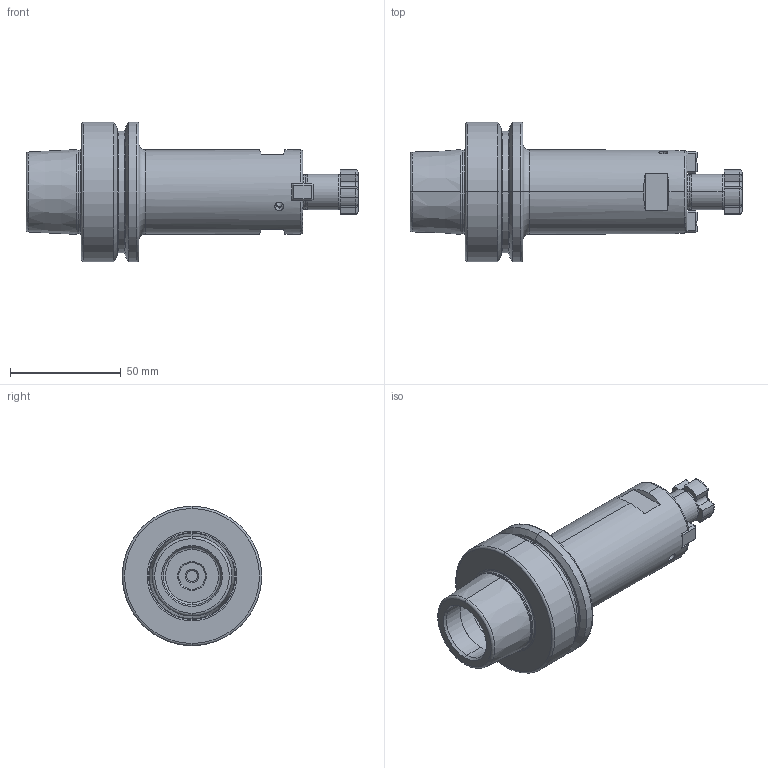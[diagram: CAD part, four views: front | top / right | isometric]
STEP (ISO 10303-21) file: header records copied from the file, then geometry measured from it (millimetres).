
FILE_DESCRIPTION (( 'STEP AP203' ), '1' );
FILE_NAME ('F63.11.16.1.STEP', '2017-12-26T02:24:35', ( '' ), ( '' ), 'SwSTEP 2.0', 'SolidWorks 2012', '' );
FILE_SCHEMA (( 'CONFIG_CONTROL_DESIGN' ));
Length unit declared in the file: millimetre
Products named in the file (5): F63.11.16.1; 十字螺絲FMB16; 102.11.16_M3xP0.5-12L; 面銑刀墊塊16
Assembly tree (6 placements, depth 2):
  F63.11.16.1
    F63.11.16.1
    面銑刀墊塊16  x2
    102.11.16_M3xP0.5-12L  x2
    十字螺絲FMB16
Bounding box: 150 x 63 x 63 mm (x, y, z)
Volume: 168679.5 mm3; surface area: 34282.7 mm2
Topology: 6 solids, 6 shells, 545 faces, 1395 edges, 866 vertices
Faces by surface type: cylinder 279, plane 131, cone 60, torus 56, bspline 19
Entity records: 24538 total; most frequent: CARTESIAN_POINT 14523, ORIENTED_EDGE 2194, DIRECTION 1823, EDGE_CURVE 1097, AXIS2_PLACEMENT_3D 700, VERTEX_POINT 686, EDGE_LOOP 451, FACE_OUTER_BOUND 429
